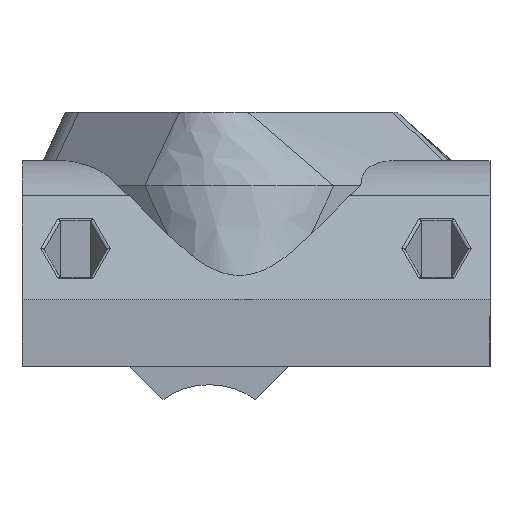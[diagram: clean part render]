
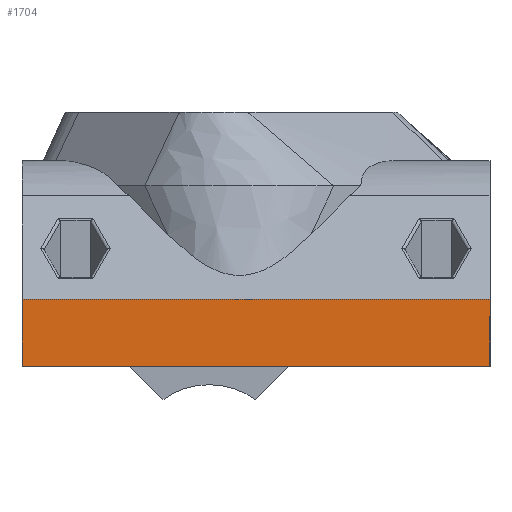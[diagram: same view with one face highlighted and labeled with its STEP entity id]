
A CAD part, left-side view. The second image highlights one B-rep face of the part: STEP entity #1704.
In plain terms, the highlighted planar face has unit normal (-1, 0, 0).
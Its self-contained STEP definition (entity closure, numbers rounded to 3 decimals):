
#32 = PLANE('',#33);
#33 = AXIS2_PLACEMENT_3D('',#34,#35,#36);
#34 = CARTESIAN_POINT('',(-35.,0.,-7.));
#35 = DIRECTION('',(0.707,0.,-0.707));
#36 = DIRECTION('',(0.707,0.,0.707));
#197 = VERTEX_POINT('',#198);
#198 = CARTESIAN_POINT('',(-35.,0.,-7.));
#214 = PLANE('',#215);
#215 = AXIS2_PLACEMENT_3D('',#216,#217,#218);
#216 = CARTESIAN_POINT('',(-0.06,0.,-5.228)
  );
#217 = DIRECTION('',(0.,1.,0.));
#218 = DIRECTION('',(0.,0.,1.));
#226 = EDGE_CURVE('',#197,#227,#229,.T.);
#227 = VERTEX_POINT('',#228);
#228 = CARTESIAN_POINT('',(-35.,70.,-7.));
#229 = SURFACE_CURVE('',#230,(#234,#241),.PCURVE_S1.);
#230 = LINE('',#231,#232);
#231 = CARTESIAN_POINT('',(-35.,0.,-7.));
#232 = VECTOR('',#233,1.);
#233 = DIRECTION('',(0.,1.,0.));
#234 = PCURVE('',#32,#235);
#235 = DEFINITIONAL_REPRESENTATION('',(#236),#240);
#236 = LINE('',#237,#238);
#237 = CARTESIAN_POINT('',(0.,0.));
#238 = VECTOR('',#239,1.);
#239 = DIRECTION('',(0.,-1.));
#240 = ( GEOMETRIC_REPRESENTATION_CONTEXT(2) 
PARAMETRIC_REPRESENTATION_CONTEXT() REPRESENTATION_CONTEXT('2D SPACE',''
  ) );
#241 = PCURVE('',#242,#247);
#242 = PLANE('',#243);
#243 = AXIS2_PLACEMENT_3D('',#244,#245,#246);
#244 = CARTESIAN_POINT('',(-35.,0.,-17.));
#245 = DIRECTION('',(1.,0.,0.));
#246 = DIRECTION('',(0.,0.,1.));
#247 = DEFINITIONAL_REPRESENTATION('',(#248),#252);
#248 = LINE('',#249,#250);
#249 = CARTESIAN_POINT('',(10.,0.));
#250 = VECTOR('',#251,1.);
#251 = DIRECTION('',(0.,-1.));
#252 = ( GEOMETRIC_REPRESENTATION_CONTEXT(2) 
PARAMETRIC_REPRESENTATION_CONTEXT() REPRESENTATION_CONTEXT('2D SPACE',''
  ) );
#270 = PLANE('',#271);
#271 = AXIS2_PLACEMENT_3D('',#272,#273,#274);
#272 = CARTESIAN_POINT('',(-0.06,70.,-5.228));
#273 = DIRECTION('',(0.,1.,0.));
#274 = DIRECTION('',(0.,0.,1.));
#1621 = VERTEX_POINT('',#1622);
#1622 = CARTESIAN_POINT('',(-35.,0.,-17.));
#1636 = PLANE('',#1637);
#1637 = AXIS2_PLACEMENT_3D('',#1638,#1639,#1640);
#1638 = CARTESIAN_POINT('',(35.,0.,-17.));
#1639 = DIRECTION('',(0.,0.,1.));
#1640 = DIRECTION('',(-1.,0.,0.));
#1648 = EDGE_CURVE('',#1621,#197,#1649,.T.);
#1649 = SURFACE_CURVE('',#1650,(#1654,#1661),.PCURVE_S1.);
#1650 = LINE('',#1651,#1652);
#1651 = CARTESIAN_POINT('',(-35.,0.,-17.));
#1652 = VECTOR('',#1653,1.);
#1653 = DIRECTION('',(0.,0.,1.));
#1654 = PCURVE('',#214,#1655);
#1655 = DEFINITIONAL_REPRESENTATION('',(#1656),#1660);
#1656 = LINE('',#1657,#1658);
#1657 = CARTESIAN_POINT('',(-11.772,-34.94));
#1658 = VECTOR('',#1659,1.);
#1659 = DIRECTION('',(1.,0.));
#1660 = ( GEOMETRIC_REPRESENTATION_CONTEXT(2) 
PARAMETRIC_REPRESENTATION_CONTEXT() REPRESENTATION_CONTEXT('2D SPACE',''
  ) );
#1661 = PCURVE('',#242,#1662);
#1662 = DEFINITIONAL_REPRESENTATION('',(#1663),#1667);
#1663 = LINE('',#1664,#1665);
#1664 = CARTESIAN_POINT('',(0.,0.));
#1665 = VECTOR('',#1666,1.);
#1666 = DIRECTION('',(1.,0.));
#1667 = ( GEOMETRIC_REPRESENTATION_CONTEXT(2) 
PARAMETRIC_REPRESENTATION_CONTEXT() REPRESENTATION_CONTEXT('2D SPACE',''
  ) );
#1704 = ADVANCED_FACE('',(#1705),#242,.F.);
#1705 = FACE_BOUND('',#1706,.F.);
#1706 = EDGE_LOOP('',(#1707,#1730,#1758,#1786,#1807,#1808));
#1707 = ORIENTED_EDGE('',*,*,#1708,.T.);
#1708 = EDGE_CURVE('',#1621,#1709,#1711,.T.);
#1709 = VERTEX_POINT('',#1710);
#1710 = CARTESIAN_POINT('',(-35.,30.085,-17.));
#1711 = SURFACE_CURVE('',#1712,(#1716,#1723),.PCURVE_S1.);
#1712 = LINE('',#1713,#1714);
#1713 = CARTESIAN_POINT('',(-35.,0.,-17.));
#1714 = VECTOR('',#1715,1.);
#1715 = DIRECTION('',(0.,1.,0.));
#1716 = PCURVE('',#242,#1717);
#1717 = DEFINITIONAL_REPRESENTATION('',(#1718),#1722);
#1718 = LINE('',#1719,#1720);
#1719 = CARTESIAN_POINT('',(0.,0.));
#1720 = VECTOR('',#1721,1.);
#1721 = DIRECTION('',(0.,-1.));
#1722 = ( GEOMETRIC_REPRESENTATION_CONTEXT(2) 
PARAMETRIC_REPRESENTATION_CONTEXT() REPRESENTATION_CONTEXT('2D SPACE',''
  ) );
#1723 = PCURVE('',#1636,#1724);
#1724 = DEFINITIONAL_REPRESENTATION('',(#1725),#1729);
#1725 = LINE('',#1726,#1727);
#1726 = CARTESIAN_POINT('',(70.,0.));
#1727 = VECTOR('',#1728,1.);
#1728 = DIRECTION('',(0.,-1.));
#1729 = ( GEOMETRIC_REPRESENTATION_CONTEXT(2) 
PARAMETRIC_REPRESENTATION_CONTEXT() REPRESENTATION_CONTEXT('2D SPACE',''
  ) );
#1730 = ORIENTED_EDGE('',*,*,#1731,.T.);
#1731 = EDGE_CURVE('',#1709,#1732,#1734,.T.);
#1732 = VERTEX_POINT('',#1733);
#1733 = CARTESIAN_POINT('',(-35.,53.915,-17.));
#1734 = SURFACE_CURVE('',#1735,(#1739,#1746),.PCURVE_S1.);
#1735 = LINE('',#1736,#1737);
#1736 = CARTESIAN_POINT('',(-35.,30.085,-17.));
#1737 = VECTOR('',#1738,1.);
#1738 = DIRECTION('',(0.,1.,0.));
#1739 = PCURVE('',#242,#1740);
#1740 = DEFINITIONAL_REPRESENTATION('',(#1741),#1745);
#1741 = LINE('',#1742,#1743);
#1742 = CARTESIAN_POINT('',(0.,-30.085));
#1743 = VECTOR('',#1744,1.);
#1744 = DIRECTION('',(0.,-1.));
#1745 = ( GEOMETRIC_REPRESENTATION_CONTEXT(2) 
PARAMETRIC_REPRESENTATION_CONTEXT() REPRESENTATION_CONTEXT('2D SPACE',''
  ) );
#1746 = PCURVE('',#1747,#1752);
#1747 = PLANE('',#1748);
#1748 = AXIS2_PLACEMENT_3D('',#1749,#1750,#1751);
#1749 = CARTESIAN_POINT('',(-35.,42.,-18.695));
#1750 = DIRECTION('',(1.,0.,0.));
#1751 = DIRECTION('',(0.,0.,1.));
#1752 = DEFINITIONAL_REPRESENTATION('',(#1753),#1757);
#1753 = LINE('',#1754,#1755);
#1754 = CARTESIAN_POINT('',(1.695,11.915));
#1755 = VECTOR('',#1756,1.);
#1756 = DIRECTION('',(0.,-1.));
#1757 = ( GEOMETRIC_REPRESENTATION_CONTEXT(2) 
PARAMETRIC_REPRESENTATION_CONTEXT() REPRESENTATION_CONTEXT('2D SPACE',''
  ) );
#1758 = ORIENTED_EDGE('',*,*,#1759,.T.);
#1759 = EDGE_CURVE('',#1732,#1760,#1762,.T.);
#1760 = VERTEX_POINT('',#1761);
#1761 = CARTESIAN_POINT('',(-35.,70.,-17.));
#1762 = SURFACE_CURVE('',#1763,(#1767,#1774),.PCURVE_S1.);
#1763 = LINE('',#1764,#1765);
#1764 = CARTESIAN_POINT('',(-35.,0.,-17.));
#1765 = VECTOR('',#1766,1.);
#1766 = DIRECTION('',(0.,1.,0.));
#1767 = PCURVE('',#242,#1768);
#1768 = DEFINITIONAL_REPRESENTATION('',(#1769),#1773);
#1769 = LINE('',#1770,#1771);
#1770 = CARTESIAN_POINT('',(0.,0.));
#1771 = VECTOR('',#1772,1.);
#1772 = DIRECTION('',(0.,-1.));
#1773 = ( GEOMETRIC_REPRESENTATION_CONTEXT(2) 
PARAMETRIC_REPRESENTATION_CONTEXT() REPRESENTATION_CONTEXT('2D SPACE',''
  ) );
#1774 = PCURVE('',#1775,#1780);
#1775 = PLANE('',#1776);
#1776 = AXIS2_PLACEMENT_3D('',#1777,#1778,#1779);
#1777 = CARTESIAN_POINT('',(35.,0.,-17.));
#1778 = DIRECTION('',(0.,0.,1.));
#1779 = DIRECTION('',(-1.,0.,0.));
#1780 = DEFINITIONAL_REPRESENTATION('',(#1781),#1785);
#1781 = LINE('',#1782,#1783);
#1782 = CARTESIAN_POINT('',(70.,0.));
#1783 = VECTOR('',#1784,1.);
#1784 = DIRECTION('',(0.,-1.));
#1785 = ( GEOMETRIC_REPRESENTATION_CONTEXT(2) 
PARAMETRIC_REPRESENTATION_CONTEXT() REPRESENTATION_CONTEXT('2D SPACE',''
  ) );
#1786 = ORIENTED_EDGE('',*,*,#1787,.T.);
#1787 = EDGE_CURVE('',#1760,#227,#1788,.T.);
#1788 = SURFACE_CURVE('',#1789,(#1793,#1800),.PCURVE_S1.);
#1789 = LINE('',#1790,#1791);
#1790 = CARTESIAN_POINT('',(-35.,70.,-17.));
#1791 = VECTOR('',#1792,1.);
#1792 = DIRECTION('',(0.,0.,1.));
#1793 = PCURVE('',#242,#1794);
#1794 = DEFINITIONAL_REPRESENTATION('',(#1795),#1799);
#1795 = LINE('',#1796,#1797);
#1796 = CARTESIAN_POINT('',(0.,-70.));
#1797 = VECTOR('',#1798,1.);
#1798 = DIRECTION('',(1.,0.));
#1799 = ( GEOMETRIC_REPRESENTATION_CONTEXT(2) 
PARAMETRIC_REPRESENTATION_CONTEXT() REPRESENTATION_CONTEXT('2D SPACE',''
  ) );
#1800 = PCURVE('',#270,#1801);
#1801 = DEFINITIONAL_REPRESENTATION('',(#1802),#1806);
#1802 = LINE('',#1803,#1804);
#1803 = CARTESIAN_POINT('',(-11.772,-34.94));
#1804 = VECTOR('',#1805,1.);
#1805 = DIRECTION('',(1.,0.));
#1806 = ( GEOMETRIC_REPRESENTATION_CONTEXT(2) 
PARAMETRIC_REPRESENTATION_CONTEXT() REPRESENTATION_CONTEXT('2D SPACE',''
  ) );
#1807 = ORIENTED_EDGE('',*,*,#226,.F.);
#1808 = ORIENTED_EDGE('',*,*,#1648,.F.);
